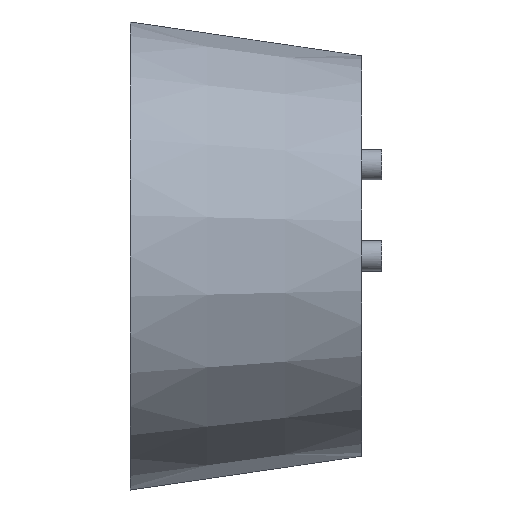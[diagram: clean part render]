
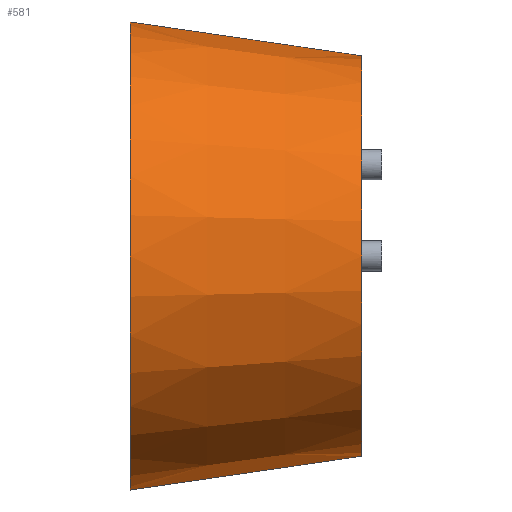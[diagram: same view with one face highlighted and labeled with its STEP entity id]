
A CAD part, left-side view. The second image highlights one B-rep face of the part: STEP entity #581.
In plain terms, the highlighted conical face has half-angle 8.3 degrees and reference radius 39.221 mm.
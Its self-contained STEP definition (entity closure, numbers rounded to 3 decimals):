
#43 = EDGE_CURVE ( 'NONE', #667, #407, #676, .T. ) ;
#72 = CONICAL_SURFACE ( 'NONE', #1114, 39.221, 0.145 ) ;
#206 = DIRECTION ( 'NONE',  ( 0., -1., 0. ) ) ;
#246 = ORIENTED_EDGE ( 'NONE', *, *, #415, .T. ) ;
#258 = DIRECTION ( 'NONE',  ( 0., 0., 1. ) ) ;
#285 = DIRECTION ( 'NONE',  ( 0., -1., 0. ) ) ;
#293 = CARTESIAN_POINT ( 'NONE',  ( 0., 321.561, 0. ) ) ;
#297 = DIRECTION ( 'NONE',  ( 0., 0., -1. ) ) ;
#302 = CIRCLE ( 'NONE', #738, 46.181 ) ;
#371 = CARTESIAN_POINT ( 'NONE',  ( 0., 275.814, -39.508 ) ) ;
#394 = VERTEX_POINT ( 'NONE', #566 ) ;
#407 = VERTEX_POINT ( 'NONE', #834 ) ;
#415 = EDGE_CURVE ( 'NONE', #504, #407, #302, .T. ) ;
#468 = DIRECTION ( 'NONE',  ( 0., 1., 0. ) ) ;
#479 = VECTOR ( 'NONE', #649, 1000. ) ;
#498 = AXIS2_PLACEMENT_3D ( 'NONE', #653, #285, #1096 ) ;
#504 = VERTEX_POINT ( 'NONE', #982 ) ;
#507 = CARTESIAN_POINT ( 'NONE',  ( 0., 273.849, 39.221 ) ) ;
#547 = CARTESIAN_POINT ( 'NONE',  ( 0., 273.849, -39.221 ) ) ;
#550 = VECTOR ( 'NONE', #1127, 1000. ) ;
#566 = CARTESIAN_POINT ( 'NONE',  ( 0., 275.814, 39.508 ) ) ;
#581 = ADVANCED_FACE ( 'NONE', ( #641 ), #72, .T. ) ;
#589 = ORIENTED_EDGE ( 'NONE', *, *, #1058, .T. ) ;
#623 = LINE ( 'NONE', #507, #550 ) ;
#641 = FACE_OUTER_BOUND ( 'NONE', #1023, .T. ) ;
#649 = DIRECTION ( 'NONE',  ( 0., 0.99, -0.144 ) ) ;
#653 = CARTESIAN_POINT ( 'NONE',  ( 0., 275.814, 0. ) ) ;
#667 = VERTEX_POINT ( 'NONE', #371 ) ;
#676 = LINE ( 'NONE', #547, #479 ) ;
#738 = AXIS2_PLACEMENT_3D ( 'NONE', #293, #206, #297 ) ;
#796 = CARTESIAN_POINT ( 'NONE',  ( 0., 273.849, 0. ) ) ;
#832 = ORIENTED_EDGE ( 'NONE', *, *, #1015, .F. ) ;
#834 = CARTESIAN_POINT ( 'NONE',  ( 0., 321.561, -46.181 ) ) ;
#982 = CARTESIAN_POINT ( 'NONE',  ( 0., 321.561, 46.181 ) ) ;
#989 = ORIENTED_EDGE ( 'NONE', *, *, #43, .F. ) ;
#1015 = EDGE_CURVE ( 'NONE', #394, #667, #1107, .T. ) ;
#1023 = EDGE_LOOP ( 'NONE', ( #989, #832, #589, #246 ) ) ;
#1058 = EDGE_CURVE ( 'NONE', #394, #504, #623, .T. ) ;
#1096 = DIRECTION ( 'NONE',  ( 0., 0., -1. ) ) ;
#1107 = CIRCLE ( 'NONE', #498, 39.508 ) ;
#1114 = AXIS2_PLACEMENT_3D ( 'NONE', #796, #468, #258 ) ;
#1127 = DIRECTION ( 'NONE',  ( 0., 0.99, 0.144 ) ) ;
